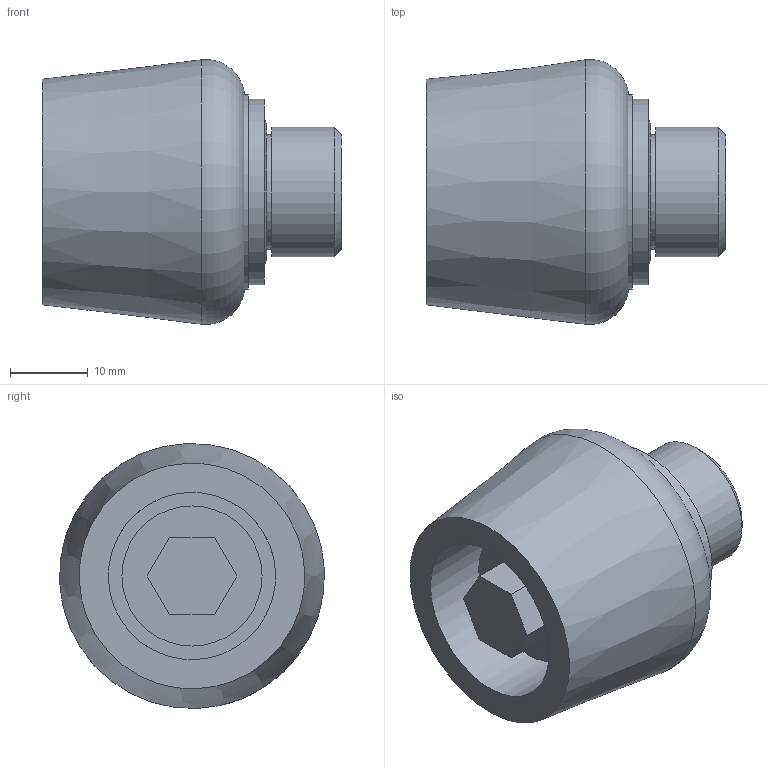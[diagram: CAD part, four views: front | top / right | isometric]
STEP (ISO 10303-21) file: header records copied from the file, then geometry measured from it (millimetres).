
FILE_DESCRIPTION(/* description */ ('Unknown'),/* implementation_level */ '2;1');
FILE_NAME(/* name */ '200230410 Jet breaker G3-8 vst',/* time_stamp */ '2023-12-06T13:38:29+01:00',/* author */ ('Unknown'),/* organization */ ('Unknown'),/* preprocessor_version */ 'ST-DEVELOPER v18.104',/* originating_system */ 'Solid Edge',/* authorisation */ 'Unknown');
FILE_SCHEMA (('AUTOMOTIVE_DESIGN {1 0 10303 214 3 1 1}'));
Length unit declared in the file: millimetre
Products named in the file (1): 200230410 Jet breaker G3-8 vst.stp
Bounding box: 38.5 x 34.04 x 34.04 mm (x, y, z)
Volume: 21888.9 mm3; surface area: 9843 mm2
Topology: 3 solids, 3 shells, 38 faces, 76 edges, 49 vertices
Faces by surface type: plane 17, cylinder 11, cone 7, torus 3
Full cylindrical faces by diameter (mm): 8 x1, 14.7 x1, 15 x1, 15.5 x1, 16.662 x1, 17.3 x2, 18 x1, 21.5 x1, 23.8 x1, 25 x1
Entity records: 1030 total; most frequent: DIRECTION 156, CARTESIAN_POINT 130, ORIENTED_EDGE 96, FACE_BOUND 69, AXIS2_PLACEMENT_3D 69, EDGE_LOOP 68, EDGE_CURVE 48, VERTEX_POINT 43
